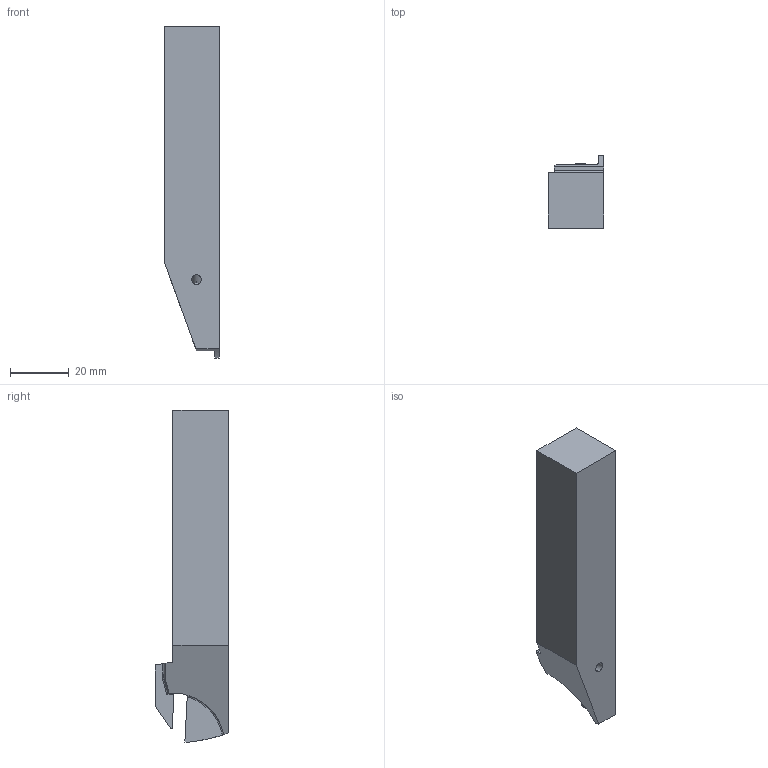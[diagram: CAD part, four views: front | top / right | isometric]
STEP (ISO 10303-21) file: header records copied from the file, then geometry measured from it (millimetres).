
FILE_DESCRIPTION(/* description */ (''),/* implementation_level */ '2;1');
FILE_NAME(/* name */ 'GYSLUS12B00-D17.stp',/* time_stamp */ '2021-04-02T17:57:14+09:00',/* author */ (''),/* organization */ (''),/* preprocessor_version */ 'ST-DEVELOPER v16',/* originating_system */ 'SIEMENS PLM Software NX 10.0',/* authorisation */ '');
FILE_SCHEMA (('AUTOMOTIVE_DESIGN { 1 0 10303 214 3 1 1 1 }'));
Length unit declared in the file: millimetre
Products named in the file (1): GYSLUS12B00-D17_ASM
Bounding box: 19.05 x 25.05 x 113.3 mm (x, y, z)
Volume: 35700.8 mm3; surface area: 9342.8 mm2
Topology: 2 solids, 2 shells, 93 faces, 271 edges, 184 vertices
Faces by surface type: cylinder 38, plane 37, cone 12, torus 4, sphere 2
Entity records: 3829 total; most frequent: CARTESIAN_POINT 1034, ORIENTED_EDGE 538, DIRECTION 531, EDGE_CURVE 269, AXIS2_PLACEMENT_3D 197, VERTEX_POINT 181, LINE 137, VECTOR 137
